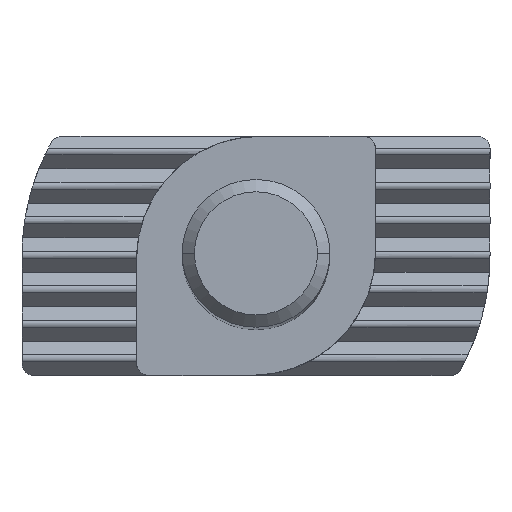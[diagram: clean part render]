
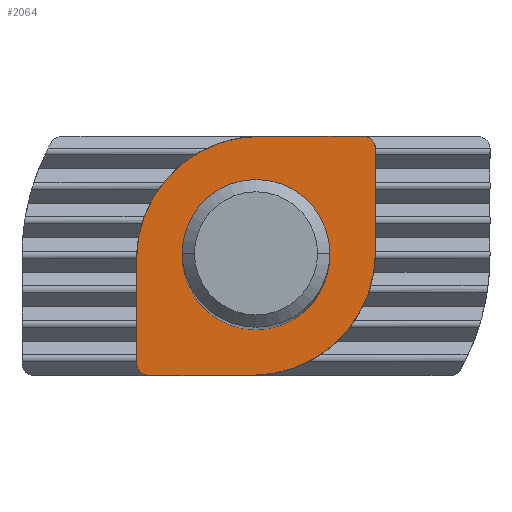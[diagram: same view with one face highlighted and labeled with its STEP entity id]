
A CAD part, top view. The second image highlights one B-rep face of the part: STEP entity #2064.
In plain terms, the highlighted planar face has unit normal (0, 0, 1).
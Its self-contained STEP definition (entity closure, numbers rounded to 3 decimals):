
#13 = CARTESIAN_POINT ( 'NONE',  ( -4.85, -0.15, 8.8 ) ) ;
#22 = DIRECTION ( 'NONE',  ( 0., 0., -1. ) ) ;
#37 = VERTEX_POINT ( 'NONE', #519 ) ;
#80 = DIRECTION ( 'NONE',  ( -1., 0., 0. ) ) ;
#84 = CARTESIAN_POINT ( 'NONE',  ( 4.85, 0.15, 8.8 ) ) ;
#187 = ORIENTED_EDGE ( 'NONE', *, *, #1814, .T. ) ;
#190 = DIRECTION ( 'NONE',  ( -1., 0., 0. ) ) ;
#261 = FACE_OUTER_BOUND ( 'NONE', #1279, .T. ) ;
#297 = LINE ( 'NONE', #502, #2148 ) ;
#315 = ORIENTED_EDGE ( 'NONE', *, *, #1337, .T. ) ;
#341 = VERTEX_POINT ( 'NONE', #13 ) ;
#353 = CARTESIAN_POINT ( 'NONE',  ( -4.85, -4.35, 8.8 ) ) ;
#426 = VERTEX_POINT ( 'NONE', #84 ) ;
#493 = ORIENTED_EDGE ( 'NONE', *, *, #875, .T. ) ;
#499 = DIRECTION ( 'NONE',  ( 0., 0., 1. ) ) ;
#502 = CARTESIAN_POINT ( 'NONE',  ( 4.85, 4.85, 8.8 ) ) ;
#519 = CARTESIAN_POINT ( 'NONE',  ( 0.15, 4.85, 8.8 ) ) ;
#557 = CARTESIAN_POINT ( 'NONE',  ( 4.35, 4.85, 8.8 ) ) ;
#583 = DIRECTION ( 'NONE',  ( 0., 0., 1. ) ) ;
#586 = CIRCLE ( 'NONE', #669, 0.5 ) ;
#587 = CARTESIAN_POINT ( 'NONE',  ( -0.15, 0.15, 8.8 ) ) ;
#669 = AXIS2_PLACEMENT_3D ( 'NONE', #2251, #1185, #80 ) ;
#730 = CARTESIAN_POINT ( 'NONE',  ( 3., 0., 8.8 ) ) ;
#742 = EDGE_CURVE ( 'NONE', #1026, #1485, #1441, .T. ) ;
#753 = ORIENTED_EDGE ( 'NONE', *, *, #1561, .T. ) ;
#784 = DIRECTION ( 'NONE',  ( 0., 0., 1. ) ) ;
#865 = DIRECTION ( 'NONE',  ( 0., 0., 1. ) ) ;
#875 = EDGE_CURVE ( 'NONE', #1919, #426, #2071, .T. ) ;
#878 = VERTEX_POINT ( 'NONE', #353 ) ;
#912 = CARTESIAN_POINT ( 'NONE',  ( -0.15, 0.15, 8.8 ) ) ;
#966 = AXIS2_PLACEMENT_3D ( 'NONE', #912, #2149, #1088 ) ;
#986 = EDGE_CURVE ( 'NONE', #1656, #1919, #1445, .T. ) ;
#989 = CARTESIAN_POINT ( 'NONE',  ( -4.85, -0.15, 8.8 ) ) ;
#999 = AXIS2_PLACEMENT_3D ( 'NONE', #1917, #865, #2095 ) ;
#1026 = VERTEX_POINT ( 'NONE', #1657 ) ;
#1039 = ORIENTED_EDGE ( 'NONE', *, *, #2053, .F. ) ;
#1072 = LINE ( 'NONE', #989, #2270 ) ;
#1080 = CARTESIAN_POINT ( 'NONE',  ( -0.15, -4.85, 8.8 ) ) ;
#1088 = DIRECTION ( 'NONE',  ( -1., 0., 0. ) ) ;
#1095 = EDGE_CURVE ( 'NONE', #878, #1656, #1655, .T. ) ;
#1172 = AXIS2_PLACEMENT_3D ( 'NONE', #1845, #784, #2019 ) ;
#1185 = DIRECTION ( 'NONE',  ( 0., 0., 1. ) ) ;
#1220 = EDGE_CURVE ( 'NONE', #341, #878, #1072, .T. ) ;
#1233 = CIRCLE ( 'NONE', #1172, 3. ) ;
#1279 = EDGE_LOOP ( 'NONE', ( #187, #1633, #753, #315, #2228, #1810, #1386, #493 ) ) ;
#1300 = PLANE ( 'NONE',  #1514 ) ;
#1309 = DIRECTION ( 'NONE',  ( -1., 0., 0. ) ) ;
#1337 = EDGE_CURVE ( 'NONE', #37, #341, #1753, .T. ) ;
#1386 = ORIENTED_EDGE ( 'NONE', *, *, #986, .T. ) ;
#1388 = AXIS2_PLACEMENT_3D ( 'NONE', #1654, #583, #1837 ) ;
#1433 = ORIENTED_EDGE ( 'NONE', *, *, #742, .F. ) ;
#1441 = CIRCLE ( 'NONE', #2309, 3. ) ;
#1445 = LINE ( 'NONE', #1454, #1885 ) ;
#1454 = CARTESIAN_POINT ( 'NONE',  ( -0.15, -4.85, 8.8 ) ) ;
#1472 = CARTESIAN_POINT ( 'NONE',  ( -4.35, -4.85, 8.8 ) ) ;
#1485 = VERTEX_POINT ( 'NONE', #730 ) ;
#1502 = DIRECTION ( 'NONE',  ( 0., -1., 0. ) ) ;
#1514 = AXIS2_PLACEMENT_3D ( 'NONE', #587, #22, #1309 ) ;
#1561 = EDGE_CURVE ( 'NONE', #1965, #37, #1725, .T. ) ;
#1564 = CARTESIAN_POINT ( 'NONE',  ( 0., 0., 8.8 ) ) ;
#1630 = VERTEX_POINT ( 'NONE', #2016 ) ;
#1633 = ORIENTED_EDGE ( 'NONE', *, *, #1701, .T. ) ;
#1647 = DIRECTION ( 'NONE',  ( 1., 0., 0. ) ) ;
#1651 = VECTOR ( 'NONE', #190, 1000. ) ;
#1654 = CARTESIAN_POINT ( 'NONE',  ( -4.35, -4.35, 8.8 ) ) ;
#1655 = CIRCLE ( 'NONE', #1388, 0.5 ) ;
#1656 = VERTEX_POINT ( 'NONE', #1472 ) ;
#1657 = CARTESIAN_POINT ( 'NONE',  ( -3., 0., 8.8 ) ) ;
#1701 = EDGE_CURVE ( 'NONE', #1630, #1965, #586, .T. ) ;
#1725 = LINE ( 'NONE', #2342, #1651 ) ;
#1753 = CIRCLE ( 'NONE', #999, 5. ) ;
#1768 = DIRECTION ( 'NONE',  ( -1., 0., 0. ) ) ;
#1770 = DIRECTION ( 'NONE',  ( 0., 1., 0. ) ) ;
#1810 = ORIENTED_EDGE ( 'NONE', *, *, #1095, .T. ) ;
#1814 = EDGE_CURVE ( 'NONE', #426, #1630, #297, .T. ) ;
#1837 = DIRECTION ( 'NONE',  ( -1., 0., 0. ) ) ;
#1845 = CARTESIAN_POINT ( 'NONE',  ( 0., 0., 8.8 ) ) ;
#1885 = VECTOR ( 'NONE', #1647, 1000. ) ;
#1917 = CARTESIAN_POINT ( 'NONE',  ( 0.15, -0.15, 8.8 ) ) ;
#1919 = VERTEX_POINT ( 'NONE', #1080 ) ;
#1965 = VERTEX_POINT ( 'NONE', #557 ) ;
#2016 = CARTESIAN_POINT ( 'NONE',  ( 4.85, 4.35, 8.8 ) ) ;
#2019 = DIRECTION ( 'NONE',  ( -1., 0., 0. ) ) ;
#2053 = EDGE_CURVE ( 'NONE', #1485, #1026, #1233, .T. ) ;
#2064 = ADVANCED_FACE ( 'NONE', ( #261, #2178 ), #1300, .F. ) ;
#2071 = CIRCLE ( 'NONE', #966, 5. ) ;
#2095 = DIRECTION ( 'NONE',  ( 1., 0., 0. ) ) ;
#2148 = VECTOR ( 'NONE', #1770, 1000. ) ;
#2149 = DIRECTION ( 'NONE',  ( 0., 0., 1. ) ) ;
#2178 = FACE_BOUND ( 'NONE', #2197, .T. ) ;
#2197 = EDGE_LOOP ( 'NONE', ( #1433, #1039 ) ) ;
#2228 = ORIENTED_EDGE ( 'NONE', *, *, #1220, .T. ) ;
#2251 = CARTESIAN_POINT ( 'NONE',  ( 4.35, 4.35, 8.8 ) ) ;
#2270 = VECTOR ( 'NONE', #1502, 1000. ) ;
#2309 = AXIS2_PLACEMENT_3D ( 'NONE', #1564, #499, #1768 ) ;
#2342 = CARTESIAN_POINT ( 'NONE',  ( 0.15, 4.85, 8.8 ) ) ;
